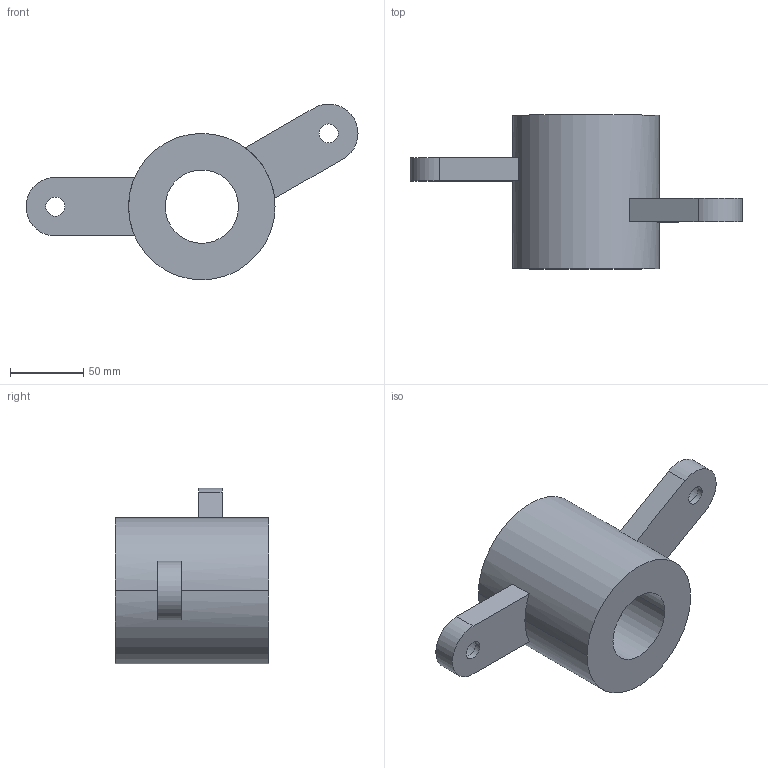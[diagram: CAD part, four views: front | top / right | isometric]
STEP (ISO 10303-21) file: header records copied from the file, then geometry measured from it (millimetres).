
FILE_DESCRIPTION((''),'2;1');
FILE_NAME('RYS_9_8','2018-03-08T22:34:15',('GKam'),(''),'CREO PARAMETRIC BY PTC INC, 2016510','CREO PARAMETRIC BY PTC INC, 2016510','');
FILE_SCHEMA(('AP242_MANAGED_MODEL_BASED_3D_ENGINEERING_MIM_LF { 1 0 10303 442 1 1 4 }'));
Length unit declared in the file: millimetre
Products named in the file (1): RYS_9_8
Bounding box: 226.6 x 105 x 120 mm (x, y, z)
Volume: 604080.9 mm3; surface area: 82471.8 mm2
Topology: 1 solids, 1 shells, 35 faces, 81 edges, 54 vertices
Faces by surface type: cylinder 20, plane 15
Entity records: 1319 total; most frequent: DIRECTION 222, CARTESIAN_POINT 187, ORIENTED_EDGE 162, AXIS2_PLACEMENT_3D 92, EDGE_CURVE 81, VERTEX_POINT 54, EDGE_LOOP 47, CIRCLE 46
